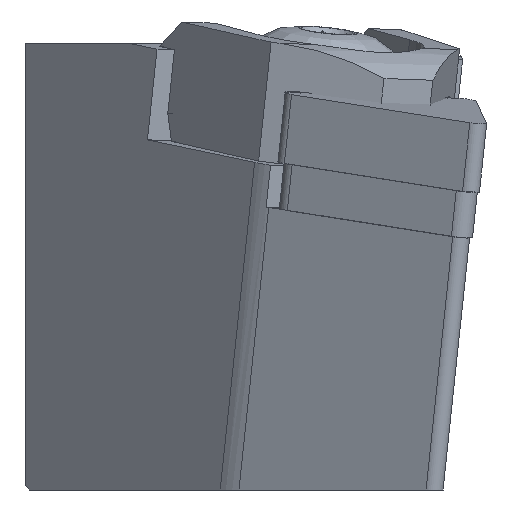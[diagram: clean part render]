
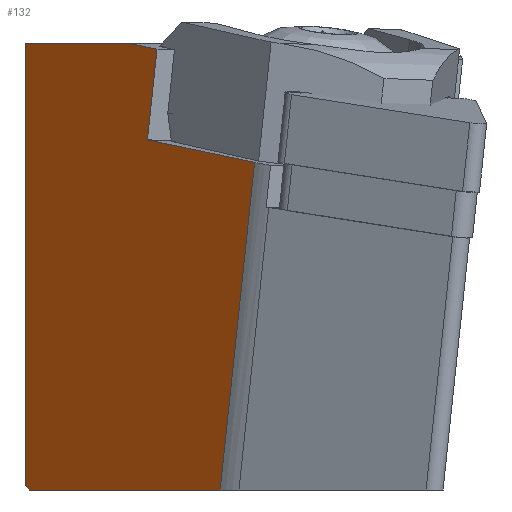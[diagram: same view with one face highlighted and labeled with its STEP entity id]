
A CAD part, left-side view. The second image highlights one B-rep face of the part: STEP entity #132.
In plain terms, the highlighted planar face has unit normal (-0.711, 0.703, -0.001).
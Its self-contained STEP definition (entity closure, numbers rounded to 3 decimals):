
#132=ADVANCED_FACE('',(#305),#229,.F.);
#229=PLANE('',#1801);
#305=FACE_OUTER_BOUND('',#396,.T.);
#396=EDGE_LOOP('',(#514,#515,#516,#517,#518,#519,#520,#521));
#514=ORIENTED_EDGE('',*,*,#1172,.F.);
#515=ORIENTED_EDGE('',*,*,#1173,.F.);
#516=ORIENTED_EDGE('',*,*,#1174,.F.);
#517=ORIENTED_EDGE('',*,*,#1175,.F.);
#518=ORIENTED_EDGE('',*,*,#1176,.F.);
#519=ORIENTED_EDGE('',*,*,#1177,.F.);
#520=ORIENTED_EDGE('',*,*,#1178,.F.);
#521=ORIENTED_EDGE('',*,*,#1179,.F.);
#1012=VERTEX_POINT('',#2443);
#1013=VERTEX_POINT('',#2444);
#1014=VERTEX_POINT('',#2446);
#1015=VERTEX_POINT('',#2448);
#1016=VERTEX_POINT('',#2450);
#1017=VERTEX_POINT('',#2452);
#1018=VERTEX_POINT('',#2454);
#1019=VERTEX_POINT('',#2456);
#1172=EDGE_CURVE('',#1012,#1013,#1421,.T.);
#1173=EDGE_CURVE('',#1014,#1012,#1422,.T.);
#1174=EDGE_CURVE('',#1015,#1014,#1423,.T.);
#1175=EDGE_CURVE('',#1016,#1015,#1424,.T.);
#1176=EDGE_CURVE('',#1017,#1016,#1425,.T.);
#1177=EDGE_CURVE('',#1018,#1017,#1426,.T.);
#1178=EDGE_CURVE('',#1019,#1018,#1427,.T.);
#1179=EDGE_CURVE('',#1013,#1019,#1428,.T.);
#1421=LINE('',#2442,#1618);
#1422=LINE('',#2445,#1619);
#1423=LINE('',#2447,#1620);
#1424=LINE('',#2449,#1621);
#1425=LINE('',#2451,#1622);
#1426=LINE('',#2453,#1623);
#1427=LINE('',#2455,#1624);
#1428=LINE('',#2457,#1625);
#1618=VECTOR('',#1959,1.);
#1619=VECTOR('',#1960,1.);
#1620=VECTOR('',#1961,1.);
#1621=VECTOR('',#1962,1.);
#1622=VECTOR('',#1963,1.);
#1623=VECTOR('',#1964,1.);
#1624=VECTOR('',#1965,1.);
#1625=VECTOR('',#1966,1.);
#1801=AXIS2_PLACEMENT_3D('',#2458,#1967,#1968);
#1959=DIRECTION('',(0.105,0.104,-0.989));
#1960=DIRECTION('',(-0.695,-0.703,-0.147));
#1961=DIRECTION('',(-0.703,-0.711,0.));
#1962=DIRECTION('',(-0.002,0.,1.));
#1963=DIRECTION('',(0.573,0.58,0.58));
#1964=DIRECTION('',(0.703,0.711,0.));
#1965=DIRECTION('',(0.105,0.104,-0.989));
#1966=DIRECTION('',(-0.695,-0.703,-0.147));
#1967=DIRECTION('',(0.711,-0.703,0.001));
#1968=DIRECTION('',(0.703,0.711,0.));
#2442=CARTESIAN_POINT('',(18.656,-5.228,-30.71));
#2443=CARTESIAN_POINT('',(14.872,-8.991,5.094));
#2444=CARTESIAN_POINT('',(15.526,-8.34,-1.097));
#2445=CARTESIAN_POINT('',(7.639,-16.305,3.561));
#2446=CARTESIAN_POINT('',(16.786,-7.054,5.5));
#2447=CARTESIAN_POINT('',(11.39,-12.51,5.5));
#2448=CARTESIAN_POINT('',(23.765,0.,5.5));
#2449=CARTESIAN_POINT('',(23.83,0.,-32.222));
#2450=CARTESIAN_POINT('',(23.817,0.,-24.7));
#2451=CARTESIAN_POINT('',(13.087,-10.865,-35.565));
#2452=CARTESIAN_POINT('',(23.52,-0.3,-25.));
#2453=CARTESIAN_POINT('',(11.416,-12.536,-25.));
#2454=CARTESIAN_POINT('',(10.657,-13.303,-25.));
#2455=CARTESIAN_POINT('',(11.422,-12.542,-32.244));
#2456=CARTESIAN_POINT('',(8.293,-15.654,-2.631));
#2457=CARTESIAN_POINT('',(8.293,-15.654,-2.631));
#2458=CARTESIAN_POINT('',(11.422,-12.542,-32.244));
